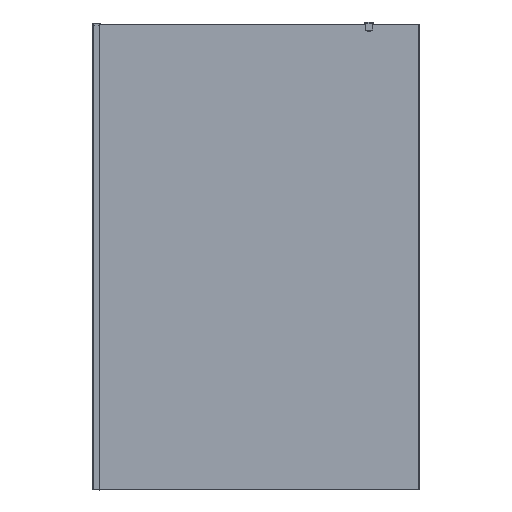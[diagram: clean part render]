
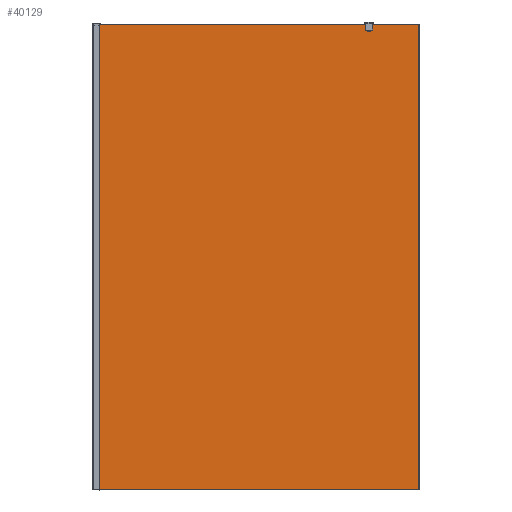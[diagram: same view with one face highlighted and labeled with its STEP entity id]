
A CAD part, top view. The second image highlights one B-rep face of the part: STEP entity #40129.
In plain terms, the highlighted planar face has unit normal (0, 0, 1).
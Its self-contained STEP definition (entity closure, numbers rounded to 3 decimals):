
#11767 = AXIS2_PLACEMENT_3D ( 'NONE', #26628, #26643, #26605 ) ;
#21915 = CARTESIAN_POINT ( 'NONE',  ( 1394., 1., 10. ) ) ;
#21916 = CARTESIAN_POINT ( 'NONE',  ( 1394., 1996., 10. ) ) ;
#21961 = CARTESIAN_POINT ( 'NONE',  ( 1., 1., 10. ) ) ;
#22009 = CARTESIAN_POINT ( 'NONE',  ( 1., 1996., 10. ) ) ;
#22896 = CARTESIAN_POINT ( 'NONE',  ( 0., 1., 10. ) ) ;
#22904 = DIRECTION ( 'NONE',  ( 0., 1., 0. ) ) ;
#22905 = DIRECTION ( 'NONE',  ( 1., 0., 0. ) ) ;
#22907 = CARTESIAN_POINT ( 'NONE',  ( 0., 1996., 10. ) ) ;
#22924 = CARTESIAN_POINT ( 'NONE',  ( 1394., 1997., 10. ) ) ;
#22927 = DIRECTION ( 'NONE',  ( -1., 0., 0. ) ) ;
#22936 = CARTESIAN_POINT ( 'NONE',  ( 1., 1997., 10. ) ) ;
#22944 = DIRECTION ( 'NONE',  ( 0., -1., 0. ) ) ;
#23174 = LINE ( 'NONE', #22907, #23175 ) ;
#23175 = VECTOR ( 'NONE', #22927, 1000. ) ;
#23222 = LINE ( 'NONE', #22896, #23263 ) ;
#23242 = LINE ( 'NONE', #22936, #23255 ) ;
#23255 = VECTOR ( 'NONE', #22944, 1000. ) ;
#23259 = LINE ( 'NONE', #22924, #23262 ) ;
#23262 = VECTOR ( 'NONE', #22904, 1000. ) ;
#23263 = VECTOR ( 'NONE', #22905, 1000. ) ;
#23900 = FACE_OUTER_BOUND ( 'NONE', #25782, .T. ) ;
#25782 = EDGE_LOOP ( 'NONE', ( #26504, #25802, #26416, #25787 ) ) ;
#25787 = ORIENTED_EDGE ( 'NONE', *, *, #36884, .T. ) ;
#25802 = ORIENTED_EDGE ( 'NONE', *, *, #36866, .T. ) ;
#26416 = ORIENTED_EDGE ( 'NONE', *, *, #36903, .T. ) ;
#26504 = ORIENTED_EDGE ( 'NONE', *, *, #36908, .T. ) ;
#26605 = DIRECTION ( 'NONE',  ( -1., 0., 0. ) ) ;
#26623 = PLANE ( 'NONE',  #11767 ) ;
#26628 = CARTESIAN_POINT ( 'NONE',  ( 0., 1997., 10. ) ) ;
#26643 = DIRECTION ( 'NONE',  ( 0., 0., -1. ) ) ;
#27720 = VERTEX_POINT ( 'NONE', #21961 ) ;
#27757 = VERTEX_POINT ( 'NONE', #21915 ) ;
#27758 = VERTEX_POINT ( 'NONE', #21916 ) ;
#27770 = VERTEX_POINT ( 'NONE', #22009 ) ;
#36866 = EDGE_CURVE ( 'NONE', #27758, #27770, #23174, .T. ) ;
#36884 = EDGE_CURVE ( 'NONE', #27720, #27757, #23222, .T. ) ;
#36903 = EDGE_CURVE ( 'NONE', #27770, #27720, #23242, .T. ) ;
#36908 = EDGE_CURVE ( 'NONE', #27757, #27758, #23259, .T. ) ;
#40129 = ADVANCED_FACE ( 'NONE', ( #23900 ), #26623, .F. ) ;
